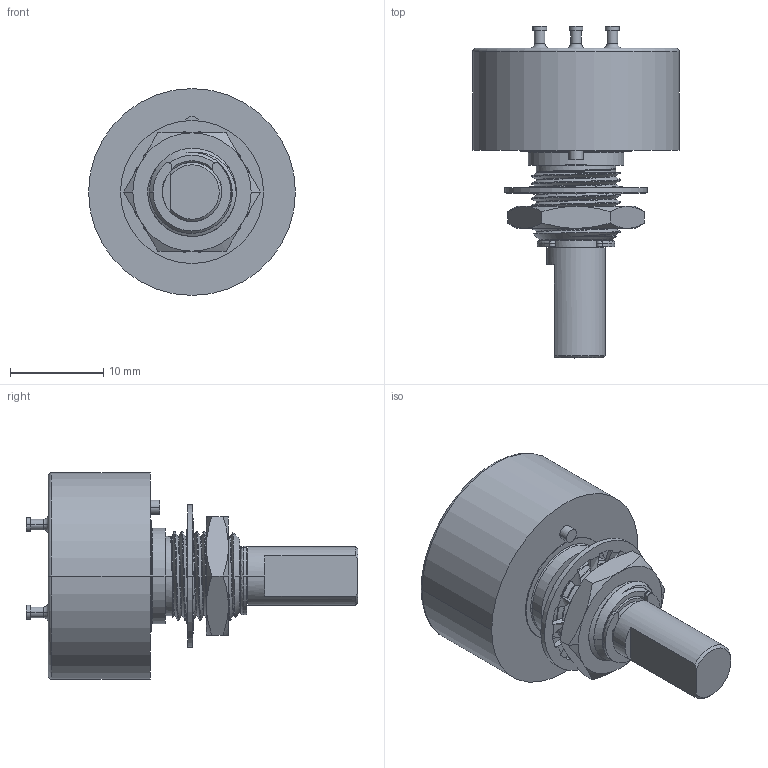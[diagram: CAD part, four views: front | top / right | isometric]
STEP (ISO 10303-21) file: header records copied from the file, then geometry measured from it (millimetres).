
FILE_DESCRIPTION (( 'STEP AP214' ), '1' );
FILE_NAME ('6127---FS.STEP', '2019-10-10T15:39:04', ( '' ), ( '' ), 'SwSTEP 2.0', 'SolidWorks 2018', '' );
FILE_SCHEMA (( 'AUTOMOTIVE_DESIGN' ));
Length unit declared in the file: inch
Products named in the file (1): 6127---FS
Bounding box: 22.23 x 35.66 x 22.23 mm (x, y, z)
Volume: 5169.1 mm3; surface area: 3991.3 mm2
Topology: 1 solids, 1 shells, 773 faces, 2253 edges, 1471 vertices
Faces by surface type: plane 522, cylinder 158, bspline 59, cone 21, torus 13
Entity records: 30675 total; most frequent: CARTESIAN_POINT 10413, ORIENTED_EDGE 4506, DIRECTION 3903, EDGE_CURVE 2253, VERTEX_POINT 1471, LINE 1433, VECTOR 1433, AXIS2_PLACEMENT_3D 1235
